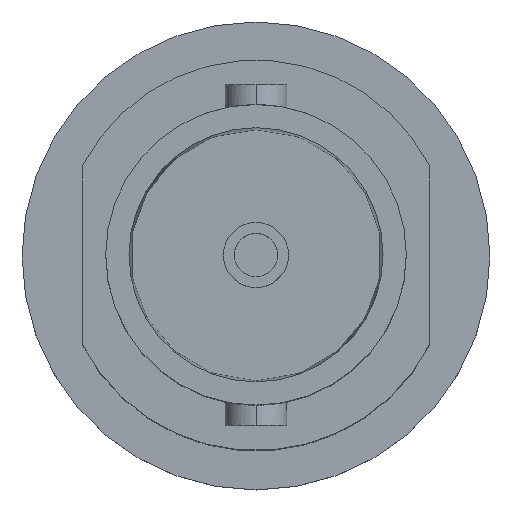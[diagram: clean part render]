
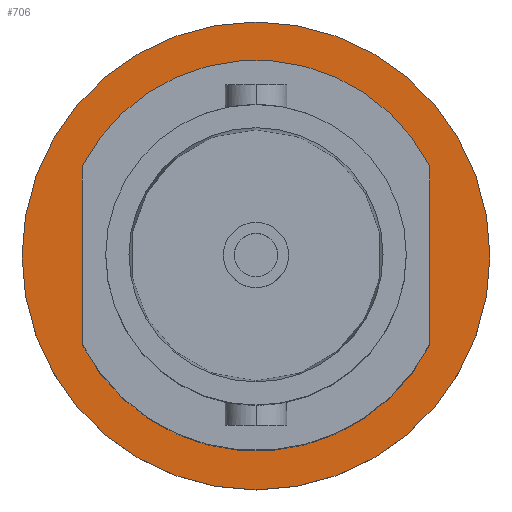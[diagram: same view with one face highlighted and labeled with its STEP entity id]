
A CAD part, top view. The second image highlights one B-rep face of the part: STEP entity #706.
In plain terms, the highlighted planar face has unit normal (0, 0, 1).
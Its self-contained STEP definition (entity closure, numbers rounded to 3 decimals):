
#19=CARTESIAN_POINT('',(0.,0.,1.5));
#20=DIRECTION('',(0.,0.,1.));
#21=DIRECTION('',(0.,1.,0.));
#22=AXIS2_PLACEMENT_3D('',#19,#20,#21);
#24=CARTESIAN_POINT('',(0.,0.,1.5));
#25=DIRECTION('',(0.,0.,-1.));
#26=DIRECTION('',(0.,1.,0.));
#27=AXIS2_PLACEMENT_3D('',#24,#25,#26);
#29=CARTESIAN_POINT('',(0.,0.,1.5));
#30=DIRECTION('',(0.,0.,1.));
#31=DIRECTION('',(0.889,0.458,0.));
#32=AXIS2_PLACEMENT_3D('',#29,#30,#31);
#34=DIRECTION('',(0.,-1.,0.));
#35=VECTOR('',#34,5.772);
#36=CARTESIAN_POINT('',(-5.6,2.886,1.5));
#37=LINE('',#36,#35);
#38=CARTESIAN_POINT('',(0.,0.,1.5));
#39=DIRECTION('',(0.,0.,1.));
#40=DIRECTION('',(-0.889,-0.458,0.));
#41=AXIS2_PLACEMENT_3D('',#38,#39,#40);
#43=DIRECTION('',(0.,1.,0.));
#44=VECTOR('',#43,5.772);
#45=CARTESIAN_POINT('',(5.6,-2.886,1.5));
#46=LINE('',#45,#44);
#546=CARTESIAN_POINT('',(0.,7.55,1.5));
#548=VERTEX_POINT('',#546);
#550=CARTESIAN_POINT('',(0.,-7.55,1.5));
#552=VERTEX_POINT('',#550);
#649=CARTESIAN_POINT('',(5.6,2.886,1.5));
#650=CARTESIAN_POINT('',(-5.6,2.886,1.5));
#651=VERTEX_POINT('',#649);
#652=VERTEX_POINT('',#650);
#653=CARTESIAN_POINT('',(-5.6,-2.886,1.5));
#654=VERTEX_POINT('',#653);
#655=CARTESIAN_POINT('',(5.6,-2.886,1.5));
#656=VERTEX_POINT('',#655);
#687=CARTESIAN_POINT('',(0.,0.,1.5));
#688=DIRECTION('',(0.,0.,-1.));
#689=DIRECTION('',(0.,-1.,0.));
#690=AXIS2_PLACEMENT_3D('',#687,#688,#689);
#691=PLANE('',#690);
#692=ORIENTED_EDGE('',*,*,#679,.F.);
#693=ORIENTED_EDGE('',*,*,#668,.T.);
#694=EDGE_LOOP('',(#692,#693));
#695=FACE_OUTER_BOUND('',#694,.F.);
#697=ORIENTED_EDGE('',*,*,#696,.T.);
#699=ORIENTED_EDGE('',*,*,#698,.T.);
#701=ORIENTED_EDGE('',*,*,#700,.T.);
#703=ORIENTED_EDGE('',*,*,#702,.T.);
#704=EDGE_LOOP('',(#697,#699,#701,#703));
#705=FACE_BOUND('',#704,.F.);
#706=ADVANCED_FACE('',(#695,#705),#691,.F.);
#23=CIRCLE('',#22,7.55);
#28=CIRCLE('',#27,7.55);
#33=CIRCLE('',#32,6.3);
#42=CIRCLE('',#41,6.3);
#668=EDGE_CURVE('',#548,#552,#28,.T.);
#679=EDGE_CURVE('',#548,#552,#23,.T.);
#696=EDGE_CURVE('',#651,#652,#33,.T.);
#698=EDGE_CURVE('',#652,#654,#37,.T.);
#700=EDGE_CURVE('',#654,#656,#42,.T.);
#702=EDGE_CURVE('',#656,#651,#46,.T.);
